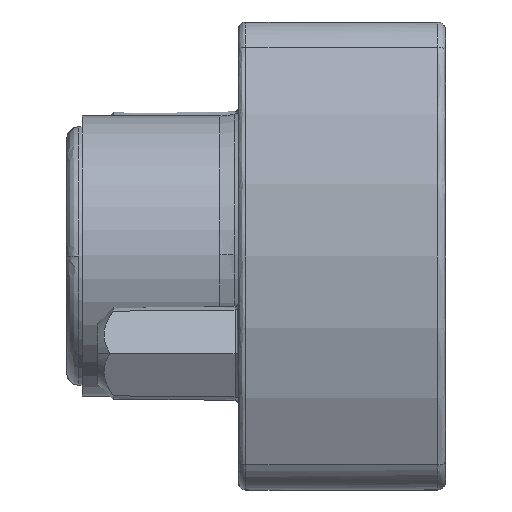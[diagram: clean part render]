
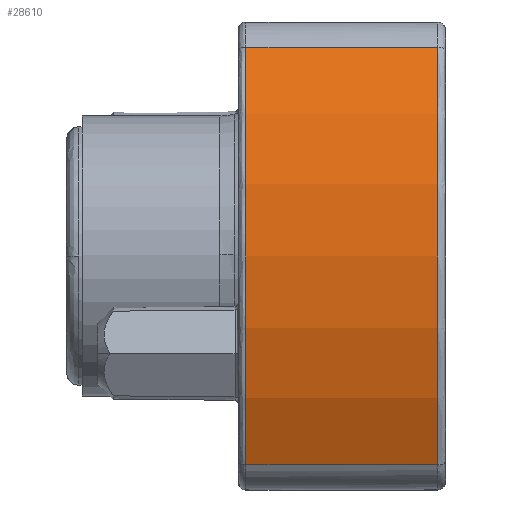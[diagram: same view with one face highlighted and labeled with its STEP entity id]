
A CAD part, left-side view. The second image highlights one B-rep face of the part: STEP entity #28610.
In plain terms, the highlighted cylindrical face has radius 7.367 mm (diameter 14.733 mm), a partial arc.
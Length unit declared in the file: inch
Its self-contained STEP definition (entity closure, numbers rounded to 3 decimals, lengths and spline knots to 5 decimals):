
#8156 = EDGE_LOOP ( 'NONE', ( #40808, #40809, #40810, #40812 ) ) ;
#9145 = AXIS2_PLACEMENT_3D ( 'NONE', #15623, #15624, #15625 ) ;
#9146 = AXIS2_PLACEMENT_3D ( 'NONE', #15628, #15629, #15631 ) ;
#12959 = LINE ( 'NONE', #14898, #12961 ) ;
#12961 = VECTOR ( 'NONE', #14923, 39.37008 ) ;
#12970 = CIRCLE ( 'NONE', #9146, 0.29002 ) ;
#12971 = CIRCLE ( 'NONE', #9145, 0.29002 ) ;
#14898 = CARTESIAN_POINT ( 'NONE',  ( -14.78735, 0.69652, 6.96111 ) ) ;
#14923 = DIRECTION ( 'NONE',  ( 0., 1., 0. ) ) ;
#15623 = CARTESIAN_POINT ( 'NONE',  ( -14.53006, 0.56852, 6.82727 ) ) ;
#15624 = DIRECTION ( 'NONE',  ( 0., 1., 0. ) ) ;
#15625 = DIRECTION ( 'NONE',  ( 1., 0., 0. ) ) ;
#15628 = CARTESIAN_POINT ( 'NONE',  ( -14.53006, 0.69152, 6.82727 ) ) ;
#15629 = DIRECTION ( 'NONE',  ( 0., -1., 0. ) ) ;
#15631 = DIRECTION ( 'NONE',  ( 1., 0., 0. ) ) ;
#16258 = CARTESIAN_POINT ( 'NONE',  ( -14.78735, 0.69152, 6.69342 ) ) ;
#16260 = CARTESIAN_POINT ( 'NONE',  ( -14.78735, 0.56852, 6.69342 ) ) ;
#16266 = CARTESIAN_POINT ( 'NONE',  ( -14.78735, 0.56852, 6.96111 ) ) ;
#16276 = CARTESIAN_POINT ( 'NONE',  ( -14.78735, 0.69152, 6.96111 ) ) ;
#23744 = EDGE_CURVE ( 'NONE', #41175, #41170, #29736, .T. ) ;
#28610 = ADVANCED_FACE ( 'NONE', ( #36469 ), #36490, .T. ) ;
#29736 = LINE ( 'NONE', #34386, #29740 ) ;
#29740 = VECTOR ( 'NONE', #34387, 39.37008 ) ;
#30080 = EDGE_CURVE ( 'NONE', #41190, #41215, #12959, .T. ) ;
#30106 = EDGE_CURVE ( 'NONE', #41175, #41190, #12971, .T. ) ;
#30107 = EDGE_CURVE ( 'NONE', #41215, #41170, #12970, .T. ) ;
#34386 = CARTESIAN_POINT ( 'NONE',  ( -14.78735, 0.69652, 6.69342 ) ) ;
#34387 = DIRECTION ( 'NONE',  ( 0., 1., 0. ) ) ;
#36469 = FACE_OUTER_BOUND ( 'NONE', #8156, .T. ) ;
#36490 = CYLINDRICAL_SURFACE ( 'NONE', #36607, 0.29002 ) ;
#36607 = AXIS2_PLACEMENT_3D ( 'NONE', #37722, #37723, #37732 ) ;
#37722 = CARTESIAN_POINT ( 'NONE',  ( -14.53006, 0.69652, 6.82727 ) ) ;
#37723 = DIRECTION ( 'NONE',  ( 0., -1., 0. ) ) ;
#37732 = DIRECTION ( 'NONE',  ( 1., 0., 0. ) ) ;
#40808 = ORIENTED_EDGE ( 'NONE', *, *, #23744, .F. ) ;
#40809 = ORIENTED_EDGE ( 'NONE', *, *, #30106, .T. ) ;
#40810 = ORIENTED_EDGE ( 'NONE', *, *, #30080, .T. ) ;
#40812 = ORIENTED_EDGE ( 'NONE', *, *, #30107, .T. ) ;
#41170 = VERTEX_POINT ( 'NONE', #16258 ) ;
#41175 = VERTEX_POINT ( 'NONE', #16260 ) ;
#41190 = VERTEX_POINT ( 'NONE', #16266 ) ;
#41215 = VERTEX_POINT ( 'NONE', #16276 ) ;
